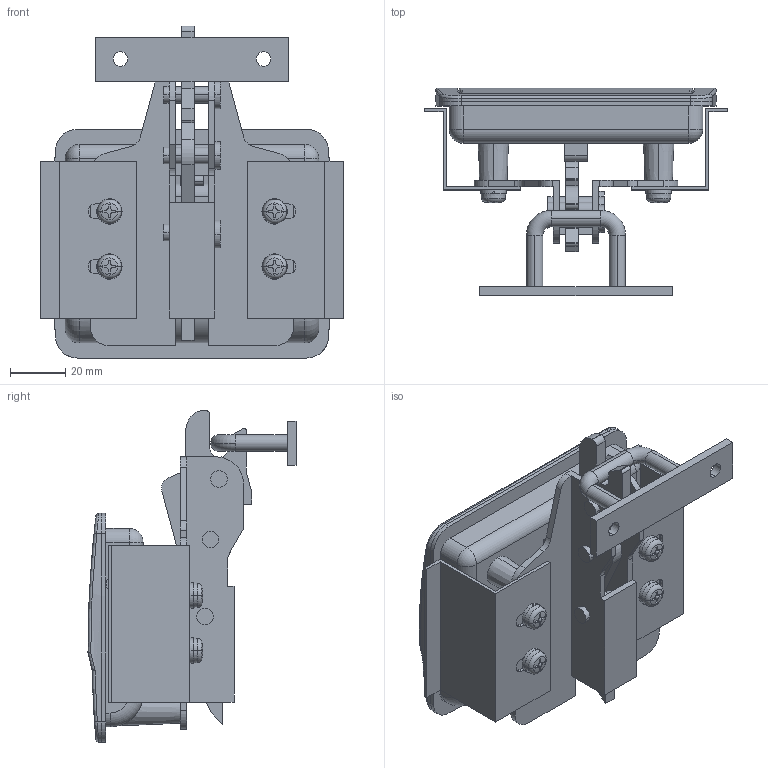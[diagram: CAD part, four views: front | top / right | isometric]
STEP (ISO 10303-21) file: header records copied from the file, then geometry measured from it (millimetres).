
FILE_DESCRIPTION (( 'STEP AP203' ), '1' );
FILE_NAME ('AP-151R-B-1-2.STEP', '2019-06-11T08:12:57', ( '' ), ( '' ), 'SwSTEP 2.0', 'SolidWorks 2014', '' );
FILE_SCHEMA (( 'CONFIG_CONTROL_DESIGN' ));
Length unit declared in the file: millimetre
Products named in the file (13): AP-151-R-1-2-M5; AP-151-R-1-2-ケーシング; AP-151R-B-1-2押え板2_; AP-151-R-1-2-レバー; AP-151R-B-1_儔僢僠2_; AP-151R-B-1-2受け_; AP-151-R-B-1-2僼儗乕儉_; AP-151R-B-1_ラッチ_; AP-151R-B-1-2僷僢僉儞_; AP-151R-B-1-2; AP-151R-B-1-2儔僢僠3_; AP-151R-B-1-2押え板_; AP-151R-B-1_ラチェット_
Assembly tree (15 placements, depth 2):
  AP-151R-B-1-2
    AP-151-R-1-2-ケーシング
    AP-151-R-B-1-2僼儗乕儉_
    AP-151R-B-1-2押え板_
    AP-151-R-1-2-レバー
    AP-151R-B-1-2僷僢僉儞_
    AP-151-R-1-2-M5  x4
    AP-151R-B-1-2受け_
    AP-151R-B-1-2儔僢僠3_
    AP-151R-B-1-2押え板2_
    AP-151R-B-1_ラッチ_
    AP-151R-B-1_ラチェット_
    AP-151R-B-1_儔僢僠2_
Bounding box: 110 x 75.5 x 120.5 mm (x, y, z)
Volume: 98366 mm3; surface area: 86704.4 mm2
Topology: 15 solids, 15 shells, 563 faces, 1438 edges, 914 vertices
Faces by surface type: plane 231, cylinder 226, cone 40, bspline 36, torus 24, sphere 6
Entity records: 16773 total; most frequent: CARTESIAN_POINT 4300, DIRECTION 2328, ORIENTED_EDGE 2288, EDGE_CURVE 1144, AXIS2_PLACEMENT_3D 862, VERTEX_POINT 734, VECTOR 604, LINE 604
